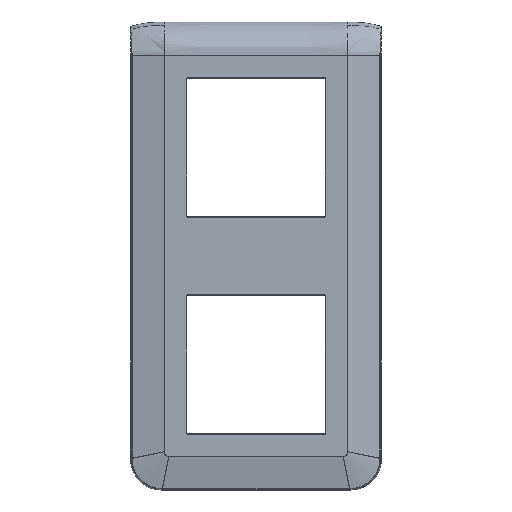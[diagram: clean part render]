
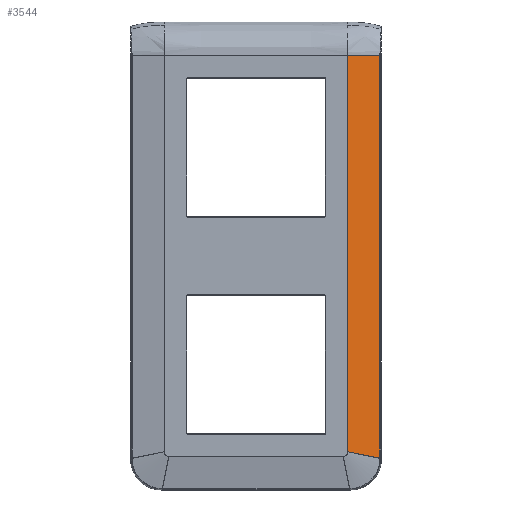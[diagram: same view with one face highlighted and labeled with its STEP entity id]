
A CAD part, top view. The second image highlights one B-rep face of the part: STEP entity #3544.
In plain terms, the highlighted free-form (B-spline) face has degree [5, 1] with [6, 2] control points.
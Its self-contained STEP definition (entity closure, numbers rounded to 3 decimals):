
#2936=CARTESIAN_POINT('Vertex',(40.525,-30.544,6.723)) ;
#3121=CARTESIAN_POINT('Vertex',(40.525,101.,6.723)) ;
#3125=CARTESIAN_POINT('Control Point',(40.525,101.,6.723)) ;
#3126=CARTESIAN_POINT('Control Point',(40.525,99.435,6.723)) ;
#3127=CARTESIAN_POINT('Control Point',(40.525,97.857,6.723)) ;
#3128=CARTESIAN_POINT('Control Point',(40.525,96.244,6.723)) ;
#3129=CARTESIAN_POINT('Control Point',(40.525,92.931,6.723)) ;
#3130=CARTESIAN_POINT('Control Point',(40.525,89.622,6.723)) ;
#3131=CARTESIAN_POINT('Control Point',(40.525,87.868,6.723)) ;
#3132=CARTESIAN_POINT('Control Point',(40.525,75.476,6.723)) ;
#3133=CARTESIAN_POINT('Control Point',(40.525,63.109,6.723)) ;
#3134=CARTESIAN_POINT('Control Point',(40.525,52.29,6.723)) ;
#3135=CARTESIAN_POINT('Control Point',(40.525,33.782,6.723)) ;
#3136=CARTESIAN_POINT('Control Point',(40.525,15.151,6.723)) ;
#3137=CARTESIAN_POINT('Control Point',(40.525,7.102,6.723)) ;
#3138=CARTESIAN_POINT('Control Point',(40.525,-5.018,6.723)) ;
#3139=CARTESIAN_POINT('Control Point',(40.525,-17.567,6.723)) ;
#3140=CARTESIAN_POINT('Control Point',(40.525,-21.818,6.723)) ;
#3141=CARTESIAN_POINT('Control Point',(40.525,-26.14,6.723)) ;
#3142=CARTESIAN_POINT('Control Point',(40.525,-30.544,6.723)) ;
#3483=CARTESIAN_POINT('Control Point',(30.017,-28.472,8.497)) ;
#3484=CARTESIAN_POINT('Control Point',(32.118,-28.887,8.142)) ;
#3485=CARTESIAN_POINT('Control Point',(34.22,-29.301,7.788)) ;
#3486=CARTESIAN_POINT('Control Point',(36.322,-29.715,7.433)) ;
#3487=CARTESIAN_POINT('Control Point',(38.424,-30.13,7.078)) ;
#3488=CARTESIAN_POINT('Control Point',(40.525,-30.544,6.723)) ;
#3489=CARTESIAN_POINT('Vertex',(30.017,-28.472,8.497)) ;
#3508=CARTESIAN_POINT('Control Point',(30.,101.,8.5)) ;
#3509=CARTESIAN_POINT('Control Point',(40.649,101.,6.702)) ;
#3510=CARTESIAN_POINT('Control Point',(30.,73.723,8.5)) ;
#3511=CARTESIAN_POINT('Control Point',(40.649,76.123,6.702)) ;
#3512=CARTESIAN_POINT('Control Point',(30.,46.447,8.5)) ;
#3513=CARTESIAN_POINT('Control Point',(40.649,51.245,6.702)) ;
#3514=CARTESIAN_POINT('Control Point',(30.,23.212,8.5)) ;
#3515=CARTESIAN_POINT('Control Point',(40.649,24.402,6.702)) ;
#3516=CARTESIAN_POINT('Control Point',(30.,-10.674,8.5)) ;
#3517=CARTESIAN_POINT('Control Point',(40.649,1.777,6.702)) ;
#3518=CARTESIAN_POINT('Control Point',(30.,-28.469,8.5)) ;
#3519=CARTESIAN_POINT('Control Point',(40.649,-30.568,6.702)) ;
#3521=CARTESIAN_POINT('Control Point',(30.017,101.,8.497)) ;
#3522=CARTESIAN_POINT('Control Point',(32.118,101.,8.142)) ;
#3523=CARTESIAN_POINT('Control Point',(34.22,101.,7.788)) ;
#3524=CARTESIAN_POINT('Control Point',(36.322,101.,7.433)) ;
#3525=CARTESIAN_POINT('Control Point',(38.424,101.,7.078)) ;
#3526=CARTESIAN_POINT('Control Point',(40.525,101.,6.723)) ;
#3527=CARTESIAN_POINT('Vertex',(30.017,101.,8.497)) ;
#3531=CARTESIAN_POINT('Control Point',(30.017,-28.472,8.497)) ;
#3532=CARTESIAN_POINT('Control Point',(30.017,-10.655,8.497)) ;
#3533=CARTESIAN_POINT('Control Point',(30.017,23.214,8.497)) ;
#3534=CARTESIAN_POINT('Control Point',(30.017,46.454,8.497)) ;
#3535=CARTESIAN_POINT('Control Point',(30.017,73.726,8.497)) ;
#3536=CARTESIAN_POINT('Control Point',(30.017,101.,8.497)) ;
#3539=ORIENTED_EDGE('',*,*,#3529,.F.) ;
#3540=ORIENTED_EDGE('',*,*,#3537,.F.) ;
#3541=ORIENTED_EDGE('',*,*,#3491,.T.) ;
#3542=ORIENTED_EDGE('',*,*,#3143,.F.) ;
#3544=ADVANCED_FACE('ABS',(#3543),#3507,.T.) ;
#3124=B_SPLINE_CURVE_WITH_KNOTS('',5,(#3125,#3126,#3127,#3128,#3129,#3130,#3131,#3132,#3133,#3134,#3135,#3136,#3137,#3138,#3139,#3140,#3141,#3142),.UNSPECIFIED.,.F.,.U.,(6,3,3,3,3,6),(39.079,50.222,62.817,139.227,195.757,224.127),.UNSPECIFIED.) ;
#3482=B_SPLINE_CURVE_WITH_KNOTS('',5,(#3483,#3484,#3485,#3486,#3487,#3488),.UNSPECIFIED.,.F.,.U.,(6,6),(0.017,10.816),.UNSPECIFIED.) ;
#3520=B_SPLINE_CURVE_WITH_KNOTS('',5,(#3521,#3522,#3523,#3524,#3525,#3526),.UNSPECIFIED.,.F.,.U.,(6,6),(0.017,10.816),.UNSPECIFIED.) ;
#3530=B_SPLINE_CURVE_WITH_KNOTS('',5,(#3531,#3532,#3533,#3534,#3535,#3536),.UNSPECIFIED.,.F.,.U.,(6,6),(-52.108,78.414),.UNSPECIFIED.) ;
#3507=B_SPLINE_SURFACE_WITH_KNOTS('',5,1,((#3508,#3509),(#3510,#3511),(#3512,#3513),(#3514,#3515),(#3516,#3517),(#3518,#3519)),.UNSPECIFIED.,.F.,.F.,.U.,(6,6),(2,2),(0.,130.523),(0.,10.943),.UNSPECIFIED.) ;
#3143=EDGE_CURVE('',#3122,#2937,#3124,.T.) ;
#3491=EDGE_CURVE('',#3490,#2937,#3482,.T.) ;
#3529=EDGE_CURVE('',#3528,#3122,#3520,.T.) ;
#3537=EDGE_CURVE('',#3490,#3528,#3530,.T.) ;
#3538=EDGE_LOOP('',(#3539,#3540,#3541,#3542)) ;
#3543=FACE_OUTER_BOUND('',#3538,.T.) ;
#2937=VERTEX_POINT('',#2936) ;
#3122=VERTEX_POINT('',#3121) ;
#3490=VERTEX_POINT('',#3489) ;
#3528=VERTEX_POINT('',#3527) ;
